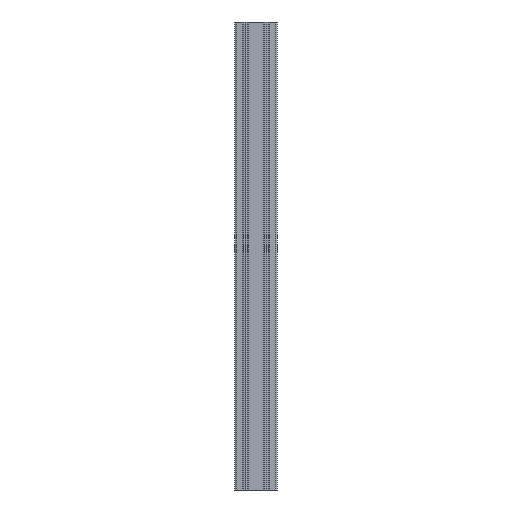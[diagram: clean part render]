
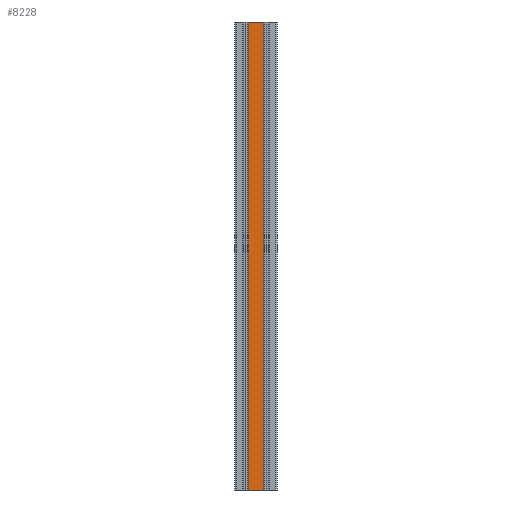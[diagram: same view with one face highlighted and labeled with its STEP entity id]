
A CAD part, left-side view. The second image highlights one B-rep face of the part: STEP entity #8228.
In plain terms, the highlighted planar face has unit normal (-1, 0, 0).
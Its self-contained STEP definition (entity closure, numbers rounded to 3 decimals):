
#367 = EDGE_CURVE ( 'NONE', #17469, #2233, #6012, .T. ) ;
#642 = VECTOR ( 'NONE', #6154, 1000. ) ;
#1354 = CARTESIAN_POINT ( 'NONE',  ( -22.5, 38.7, 1000. ) ) ;
#1596 = VECTOR ( 'NONE', #11750, 1000. ) ;
#1713 = VERTEX_POINT ( 'NONE', #3570 ) ;
#2099 = DIRECTION ( 'NONE',  ( 0., 1., 0. ) ) ;
#2233 = VERTEX_POINT ( 'NONE', #4876 ) ;
#2562 = VECTOR ( 'NONE', #10189, 1000. ) ;
#2789 = CARTESIAN_POINT ( 'NONE',  ( -22.5, 22.5, 0. ) ) ;
#3343 = LINE ( 'NONE', #16424, #14839 ) ;
#3526 = PLANE ( 'NONE',  #3545 ) ;
#3545 = AXIS2_PLACEMENT_3D ( 'NONE', #8003, #11054, #2099 ) ;
#3570 = CARTESIAN_POINT ( 'NONE',  ( -22.5, 6.3, 1000. ) ) ;
#4397 = VERTEX_POINT ( 'NONE', #7881 ) ;
#4612 = LINE ( 'NONE', #1354, #642 ) ;
#4876 = CARTESIAN_POINT ( 'NONE',  ( -22.5, 6.3, 0. ) ) ;
#6012 = LINE ( 'NONE', #2789, #1596 ) ;
#6154 = DIRECTION ( 'NONE',  ( 0., 0., -1. ) ) ;
#6179 = EDGE_CURVE ( 'NONE', #4397, #17469, #4612, .T. ) ;
#7393 = ORIENTED_EDGE ( 'NONE', *, *, #6179, .T. ) ;
#7415 = DIRECTION ( 'NONE',  ( 0., 0., -1. ) ) ;
#7881 = CARTESIAN_POINT ( 'NONE',  ( -22.5, 38.7, 1000. ) ) ;
#8003 = CARTESIAN_POINT ( 'NONE',  ( -22.5, 22.5, 1000. ) ) ;
#8228 = ADVANCED_FACE ( 'NONE', ( #11779 ), #3526, .F. ) ;
#8447 = ORIENTED_EDGE ( 'NONE', *, *, #13745, .F. ) ;
#10189 = DIRECTION ( 'NONE',  ( 0., -1., 0. ) ) ;
#10481 = ORIENTED_EDGE ( 'NONE', *, *, #367, .T. ) ;
#11054 = DIRECTION ( 'NONE',  ( 1., 0., 0. ) ) ;
#11208 = ORIENTED_EDGE ( 'NONE', *, *, #16749, .F. ) ;
#11750 = DIRECTION ( 'NONE',  ( 0., -1., 0. ) ) ;
#11779 = FACE_OUTER_BOUND ( 'NONE', #14396, .T. ) ;
#13745 = EDGE_CURVE ( 'NONE', #4397, #1713, #14509, .T. ) ;
#14396 = EDGE_LOOP ( 'NONE', ( #10481, #11208, #8447, #7393 ) ) ;
#14509 = LINE ( 'NONE', #17663, #2562 ) ;
#14839 = VECTOR ( 'NONE', #7415, 1000. ) ;
#15474 = CARTESIAN_POINT ( 'NONE',  ( -22.5, 38.7, 0. ) ) ;
#16424 = CARTESIAN_POINT ( 'NONE',  ( -22.5, 6.3, 1000. ) ) ;
#16749 = EDGE_CURVE ( 'NONE', #1713, #2233, #3343, .T. ) ;
#17469 = VERTEX_POINT ( 'NONE', #15474 ) ;
#17663 = CARTESIAN_POINT ( 'NONE',  ( -22.5, 38.7, 1000. ) ) ;
